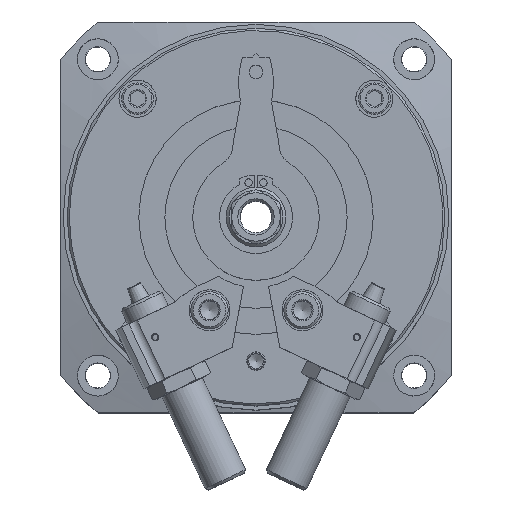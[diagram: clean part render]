
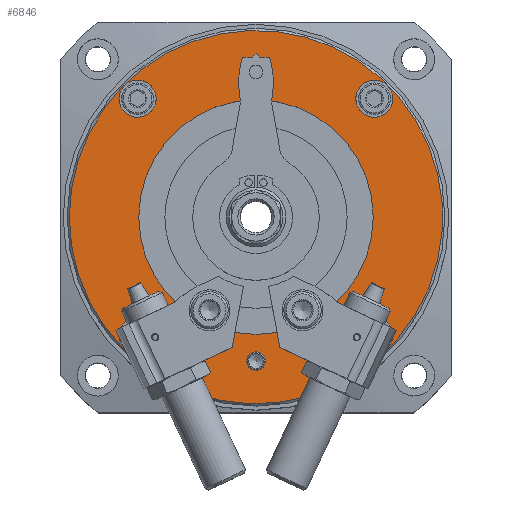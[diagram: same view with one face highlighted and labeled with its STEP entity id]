
A CAD part, top view. The second image highlights one B-rep face of the part: STEP entity #6846.
In plain terms, the highlighted planar face has unit normal (0, 0, 1).
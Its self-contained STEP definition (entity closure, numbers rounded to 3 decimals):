
#106=PLANE('',#8827);
#1426=ORIENTED_EDGE('',*,*,#3184,.F.);
#1427=ORIENTED_EDGE('',*,*,#3092,.T.);
#1428=ORIENTED_EDGE('',*,*,#3185,.T.);
#1429=ORIENTED_EDGE('',*,*,#3186,.T.);
#1430=ORIENTED_EDGE('',*,*,#3187,.T.);
#1431=ORIENTED_EDGE('',*,*,#3188,.T.);
#1432=ORIENTED_EDGE('',*,*,#3189,.T.);
#1433=ORIENTED_EDGE('',*,*,#3190,.T.);
#3092=EDGE_CURVE('',#3989,#3990,#4664,.T.);
#3184=EDGE_CURVE('',#4071,#4071,#4704,.T.);
#3185=EDGE_CURVE('',#3990,#3989,#4705,.T.);
#3186=EDGE_CURVE('',#4072,#4072,#4706,.T.);
#3187=EDGE_CURVE('',#4073,#4073,#4707,.T.);
#3188=EDGE_CURVE('',#4074,#4074,#4708,.T.);
#3189=EDGE_CURVE('',#4075,#4075,#4709,.T.);
#3190=EDGE_CURVE('',#4076,#4076,#4710,.T.);
#3989=VERTEX_POINT('',#12004);
#3990=VERTEX_POINT('',#12005);
#4071=VERTEX_POINT('',#12413);
#4072=VERTEX_POINT('',#12417);
#4073=VERTEX_POINT('',#12419);
#4074=VERTEX_POINT('',#12421);
#4075=VERTEX_POINT('',#12423);
#4076=VERTEX_POINT('',#12425);
#4664=CIRCLE('',#8757,2.5);
#4704=CIRCLE('',#8826,50.15);
#4705=CIRCLE('',#8828,2.5);
#4706=CIRCLE('',#8829,5.);
#4707=CIRCLE('',#8830,5.);
#4708=CIRCLE('',#8831,5.);
#4709=CIRCLE('',#8832,5.);
#4710=CIRCLE('',#8833,31.5);
#5152=EDGE_LOOP('',(#1426));
#5153=EDGE_LOOP('',(#1427,#1428));
#5154=EDGE_LOOP('',(#1429));
#5155=EDGE_LOOP('',(#1430));
#5156=EDGE_LOOP('',(#1431));
#5157=EDGE_LOOP('',(#1432));
#5158=EDGE_LOOP('',(#1433));
#5935=FACE_BOUND('',#5152,.T.);
#5936=FACE_BOUND('',#5153,.T.);
#5937=FACE_BOUND('',#5154,.T.);
#5938=FACE_BOUND('',#5155,.T.);
#5939=FACE_BOUND('',#5156,.T.);
#5940=FACE_BOUND('',#5157,.T.);
#5941=FACE_BOUND('',#5158,.T.);
#6846=ADVANCED_FACE('',(#5935,#5936,#5937,#5938,#5939,#5940,#5941),#106,
 .F.);
#8757=AXIS2_PLACEMENT_3D('',#12003,#9699,#9700);
#8826=AXIS2_PLACEMENT_3D('',#12412,#9853,#9854);
#8827=AXIS2_PLACEMENT_3D('',#12414,#9855,#9856);
#8828=AXIS2_PLACEMENT_3D('',#12415,#9857,#9858);
#8829=AXIS2_PLACEMENT_3D('',#12416,#9859,#9860);
#8830=AXIS2_PLACEMENT_3D('',#12418,#9861,#9862);
#8831=AXIS2_PLACEMENT_3D('',#12420,#9863,#9864);
#8832=AXIS2_PLACEMENT_3D('',#12422,#9865,#9866);
#8833=AXIS2_PLACEMENT_3D('',#12424,#9867,#9868);
#9699=DIRECTION('',(0.,0.,-1.));
#9700=DIRECTION('',(-1.,0.,0.));
#9853=DIRECTION('',(0.,0.,-1.));
#9854=DIRECTION('',(-1.,0.,0.));
#9855=DIRECTION('',(0.,0.,-1.));
#9856=DIRECTION('',(-1.,0.,0.));
#9857=DIRECTION('',(0.,0.,-1.));
#9858=DIRECTION('',(-1.,0.,0.));
#9859=DIRECTION('',(0.,0.,-1.));
#9860=DIRECTION('',(-1.,0.,0.));
#9861=DIRECTION('',(0.,0.,-1.));
#9862=DIRECTION('',(-1.,0.,0.));
#9863=DIRECTION('',(0.,0.,-1.));
#9864=DIRECTION('',(-1.,0.,0.));
#9865=DIRECTION('',(0.,0.,-1.));
#9866=DIRECTION('',(-1.,0.,0.));
#9867=DIRECTION('',(0.,0.,-1.));
#9868=DIRECTION('',(-1.,0.,0.));
#12003=CARTESIAN_POINT('',(0.,-38.69,0.1));
#12004=CARTESIAN_POINT('',(-0.131,-36.193,0.1));
#12005=CARTESIAN_POINT('',(0.131,-36.193,0.1));
#12412=CARTESIAN_POINT('',(0.,0.,0.1));
#12413=CARTESIAN_POINT('',(-50.15,0.,0.1));
#12414=CARTESIAN_POINT('',(0.,31.5,0.1));
#12415=CARTESIAN_POINT('',(0.,-38.69,0.1));
#12416=CARTESIAN_POINT('',(-31.82,31.82,0.1));
#12417=CARTESIAN_POINT('',(-36.82,31.82,0.1));
#12418=CARTESIAN_POINT('',(-31.82,-31.82,0.1));
#12419=CARTESIAN_POINT('',(-36.82,-31.82,0.1));
#12420=CARTESIAN_POINT('',(31.82,-31.82,0.1));
#12421=CARTESIAN_POINT('',(26.82,-31.82,0.1));
#12422=CARTESIAN_POINT('',(31.82,31.82,0.1));
#12423=CARTESIAN_POINT('',(26.82,31.82,0.1));
#12424=CARTESIAN_POINT('',(0.,0.,0.1));
#12425=CARTESIAN_POINT('',(-31.5,0.,0.1));
